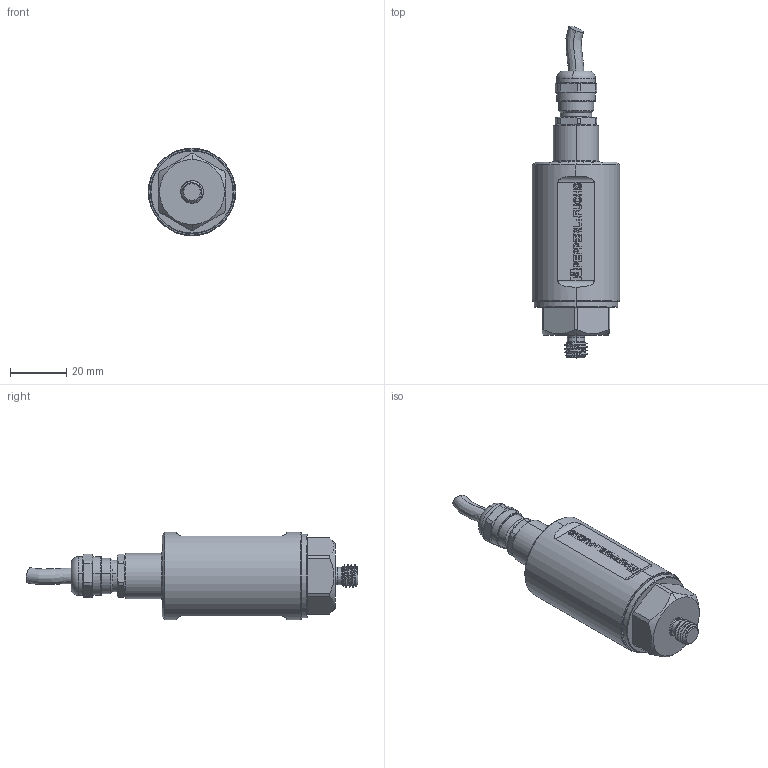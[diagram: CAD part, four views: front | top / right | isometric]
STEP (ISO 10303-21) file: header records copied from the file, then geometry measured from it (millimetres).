
FILE_DESCRIPTION((''),'2;1');
FILE_NAME('CAD-8070','2021-11-26T11:12:36',('creinig-se'),(''),'CREO PARAMETRIC BY PTC INC, 2019292','CREO PARAMETRIC BY PTC INC, 2019292','');
FILE_SCHEMA(('CONFIG_CONTROL_DESIGN','SHAPE_APPEARANCE_LAYERS_GROUPS'));
Length unit declared in the file: millimetre
Products named in the file (1): CAD-8070
Bounding box: 31 x 117.73 x 31 mm (x, y, z)
Volume: 48473 mm3; surface area: 9981.7 mm2
Topology: 1 solids, 1 shells, 180 faces, 880 edges, 751 vertices
Faces by surface type: plane 71, cylinder 54, cone 30, torus 20, bspline 5
Entity records: 15355 total; most frequent: CARTESIAN_POINT 5058, ORIENTED_EDGE 1760, DIRECTION 1243, PRESENTATION_STYLE_ASSIGNMENT 914, STYLED_ITEM 881, CURVE_STYLE 880, EDGE_CURVE 880, VERTEX_POINT 751
